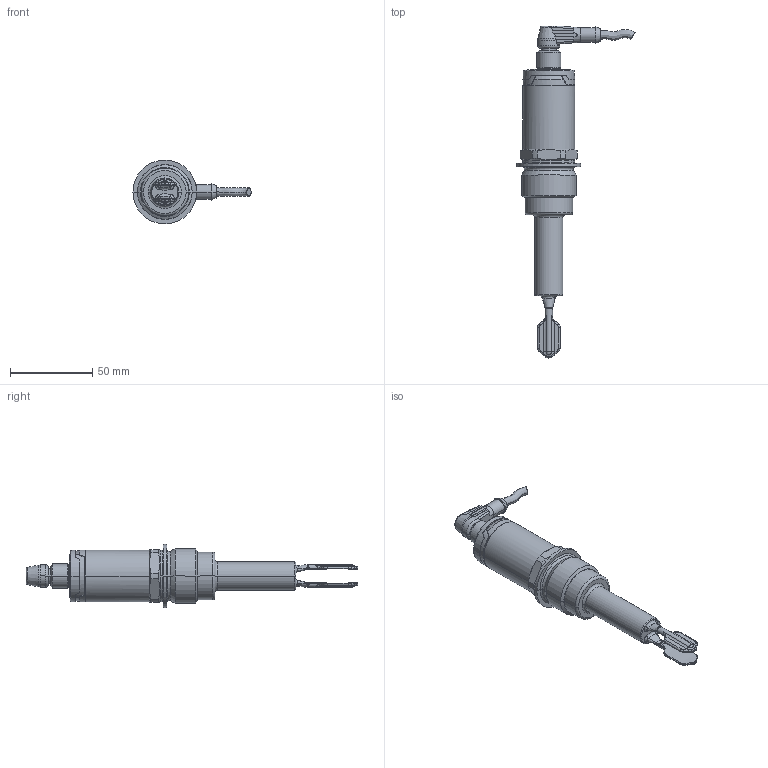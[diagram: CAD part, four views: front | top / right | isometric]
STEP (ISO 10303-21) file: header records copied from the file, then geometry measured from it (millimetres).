
FILE_DESCRIPTION((''),'2;1');
FILE_NAME('DM_CAD-2262_SW0001','2016-04-04T',('Creinig-se'),(''),'PRO/ENGINEER BY PARAMETRIC TECHNOLOGY CORPORATION, 2015440','PRO/ENGINEER BY PARAMETRIC TECHNOLOGY CORPORATION, 2015440','');
FILE_SCHEMA(('CONFIG_CONTROL_DESIGN'));
Length unit declared in the file: millimetre
Products named in the file (1): DM_CAD-2262_SW0001
Bounding box: 72.02 x 202.35 x 38.9 mm (x, y, z)
Volume: 88449 mm3; surface area: 20081.3 mm2
Topology: 1 solids, 1 shells, 621 faces, 1625 edges, 1022 vertices
Faces by surface type: plane 251, cylinder 130, bspline 115, torus 72, cone 41, sphere 8, extrusion 4
Entity records: 31421 total; most frequent: CARTESIAN_POINT 12064, ORIENTED_EDGE 3236, DIRECTION 2626, EDGE_CURVE 1618, VERTEX_POINT 1022, AXIS2_PLACEMENT_3D 961, FILL_AREA_STYLE_COLOUR 738, FILL_AREA_STYLE 738
